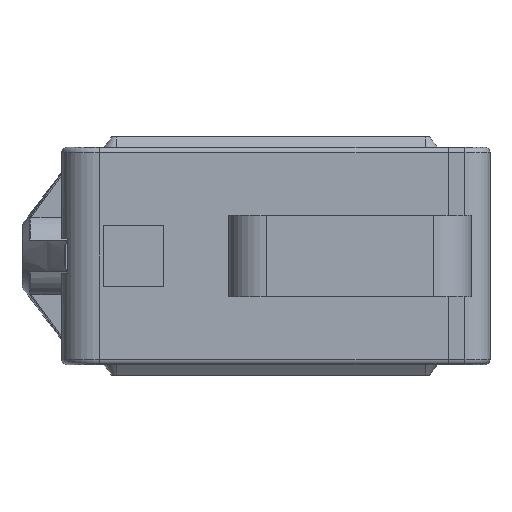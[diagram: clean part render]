
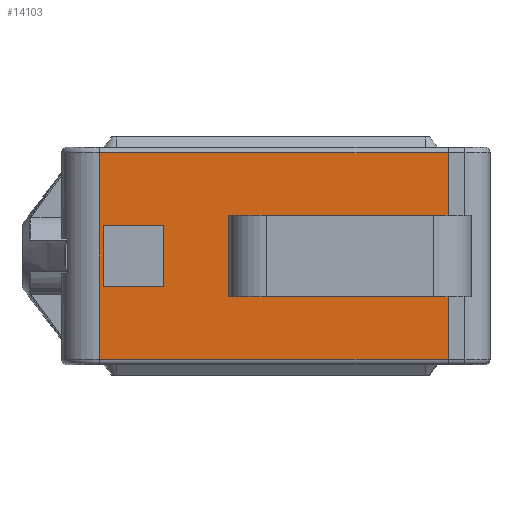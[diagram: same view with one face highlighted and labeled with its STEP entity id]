
A CAD part, front view. The second image highlights one B-rep face of the part: STEP entity #14103.
In plain terms, the highlighted planar face has unit normal (0, -1, 0).
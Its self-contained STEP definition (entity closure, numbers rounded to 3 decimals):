
#531 = LINE ( 'NONE', #532, #1330 ) ;
#532 = CARTESIAN_POINT ( 'NONE',  ( -16.7, 0., -10.4 ) ) ;
#533 = DIRECTION ( 'NONE',  ( 0., 0., 1. ) ) ;
#1330 = VECTOR ( 'NONE', #533, 1000. ) ;
#2919 = PLANE ( 'NONE',  #3312 ) ;
#2920 = CARTESIAN_POINT ( 'NONE',  ( -16.7, 0., -10.4 ) ) ;
#2921 = DIRECTION ( 'NONE',  ( 0., -1., 0. ) ) ;
#2922 = DIRECTION ( 'NONE',  ( 1., 0., 0. ) ) ;
#3312 = AXIS2_PLACEMENT_3D ( 'NONE', #2920, #2921, #2922 ) ;
#3317 = FACE_BOUND ( 'NONE', #11530, .T. ) ;
#3323 = FACE_OUTER_BOUND ( 'NONE', #11529, .T. ) ;
#3327 = FACE_BOUND ( 'NONE', #11531, .T. ) ;
#7552 = EDGE_CURVE ( 'NONE', #11552, #11553, #10935, .T. ) ;
#10879 = ORIENTED_EDGE ( 'NONE', *, *, #12297, .T. ) ;
#10935 = LINE ( 'NONE', #10936, #18417 ) ;
#10936 = CARTESIAN_POINT ( 'NONE',  ( -16.7, 0., 9.9 ) ) ;
#10937 = DIRECTION ( 'NONE',  ( -1., 0., 0. ) ) ;
#11340 = CARTESIAN_POINT ( 'NONE',  ( -10.6, 0., 2. ) ) ;
#11341 = CARTESIAN_POINT ( 'NONE',  ( -10.6, 0., -2. ) ) ;
#11350 = CARTESIAN_POINT ( 'NONE',  ( -16., 0., -2. ) ) ;
#11351 = CARTESIAN_POINT ( 'NONE',  ( -16., 0., 2. ) ) ;
#11372 = CARTESIAN_POINT ( 'NONE',  ( 16.7, 0., 9.9 ) ) ;
#11373 = CARTESIAN_POINT ( 'NONE',  ( -16.7, 0., 9.9 ) ) ;
#11374 = CARTESIAN_POINT ( 'NONE',  ( -16.7, 0., -9.9 ) ) ;
#11375 = CARTESIAN_POINT ( 'NONE',  ( 16.7, 0., -9.9 ) ) ;
#11376 = CARTESIAN_POINT ( 'NONE',  ( 15.3, 0., -3.9 ) ) ;
#11377 = CARTESIAN_POINT ( 'NONE',  ( -4.3, 0., -3.9 ) ) ;
#11378 = CARTESIAN_POINT ( 'NONE',  ( -4.3, 0., 3.9 ) ) ;
#11379 = CARTESIAN_POINT ( 'NONE',  ( 15.3, 0., 3.9 ) ) ;
#11479 = VERTEX_POINT ( 'NONE', #11340 ) ;
#11480 = VERTEX_POINT ( 'NONE', #11341 ) ;
#11522 = VERTEX_POINT ( 'NONE', #11350 ) ;
#11523 = VERTEX_POINT ( 'NONE', #11351 ) ;
#11529 = EDGE_LOOP ( 'NONE', ( #15057, #15445, #10879, #12731 ) ) ;
#11530 = EDGE_LOOP ( 'NONE', ( #12734, #12733, #12735, #12732 ) ) ;
#11531 = EDGE_LOOP ( 'NONE', ( #12736, #12738, #12737, #12739 ) ) ;
#11552 = VERTEX_POINT ( 'NONE', #11372 ) ;
#11553 = VERTEX_POINT ( 'NONE', #11373 ) ;
#11554 = VERTEX_POINT ( 'NONE', #11374 ) ;
#11555 = VERTEX_POINT ( 'NONE', #11375 ) ;
#11556 = VERTEX_POINT ( 'NONE', #11376 ) ;
#11557 = VERTEX_POINT ( 'NONE', #11377 ) ;
#11558 = VERTEX_POINT ( 'NONE', #11378 ) ;
#11559 = VERTEX_POINT ( 'NONE', #11379 ) ;
#12270 = EDGE_CURVE ( 'NONE', #11479, #11480, #19413, .T. ) ;
#12281 = EDGE_CURVE ( 'NONE', #11522, #11480, #19446, .T. ) ;
#12282 = EDGE_CURVE ( 'NONE', #11479, #11523, #19449, .T. ) ;
#12297 = EDGE_CURVE ( 'NONE', #11554, #11555, #19494, .T. ) ;
#12298 = EDGE_CURVE ( 'NONE', #11555, #11552, #19497, .T. ) ;
#12299 = EDGE_CURVE ( 'NONE', #11522, #11523, #19500, .T. ) ;
#12300 = EDGE_CURVE ( 'NONE', #11556, #11557, #19503, .T. ) ;
#12301 = EDGE_CURVE ( 'NONE', #11557, #11558, #19506, .T. ) ;
#12302 = EDGE_CURVE ( 'NONE', #11559, #11558, #19509, .T. ) ;
#12303 = EDGE_CURVE ( 'NONE', #11556, #11559, #19512, .T. ) ;
#12731 = ORIENTED_EDGE ( 'NONE', *, *, #12298, .T. ) ;
#12732 = ORIENTED_EDGE ( 'NONE', *, *, #12299, .T. ) ;
#12733 = ORIENTED_EDGE ( 'NONE', *, *, #12270, .T. ) ;
#12734 = ORIENTED_EDGE ( 'NONE', *, *, #12282, .F. ) ;
#12735 = ORIENTED_EDGE ( 'NONE', *, *, #12281, .F. ) ;
#12736 = ORIENTED_EDGE ( 'NONE', *, *, #12300, .T. ) ;
#12737 = ORIENTED_EDGE ( 'NONE', *, *, #12302, .F. ) ;
#12738 = ORIENTED_EDGE ( 'NONE', *, *, #12301, .T. ) ;
#12739 = ORIENTED_EDGE ( 'NONE', *, *, #12303, .F. ) ;
#13750 = EDGE_CURVE ( 'NONE', #11554, #11553, #531, .T. ) ;
#14103 = ADVANCED_FACE ( 'NONE', ( #3323, #3317, #3327 ), #2919, .T. ) ;
#15057 = ORIENTED_EDGE ( 'NONE', *, *, #7552, .T. ) ;
#15445 = ORIENTED_EDGE ( 'NONE', *, *, #13750, .F. ) ;
#18417 = VECTOR ( 'NONE', #10937, 1000. ) ;
#19413 = LINE ( 'NONE', #19414, #19957 ) ;
#19414 = CARTESIAN_POINT ( 'NONE',  ( -10.6, 0., 0. ) ) ;
#19415 = DIRECTION ( 'NONE',  ( 0., 0., -1. ) ) ;
#19446 = LINE ( 'NONE', #19447, #19967 ) ;
#19447 = CARTESIAN_POINT ( 'NONE',  ( -16.7, 0., -2. ) ) ;
#19448 = DIRECTION ( 'NONE',  ( 1., 0., 0. ) ) ;
#19449 = LINE ( 'NONE', #19450, #19968 ) ;
#19450 = CARTESIAN_POINT ( 'NONE',  ( -16.7, 0., 2. ) ) ;
#19451 = DIRECTION ( 'NONE',  ( -1., 0., 0. ) ) ;
#19494 = LINE ( 'NONE', #19495, #19983 ) ;
#19495 = CARTESIAN_POINT ( 'NONE',  ( -16.7, 0., -9.9 ) ) ;
#19496 = DIRECTION ( 'NONE',  ( 1., 0., 0. ) ) ;
#19497 = LINE ( 'NONE', #19498, #19941 ) ;
#19498 = CARTESIAN_POINT ( 'NONE',  ( 16.7, 0., -10.4 ) ) ;
#19499 = DIRECTION ( 'NONE',  ( 0., 0., 1. ) ) ;
#19500 = LINE ( 'NONE', #19501, #19984 ) ;
#19501 = CARTESIAN_POINT ( 'NONE',  ( -16., 0., -10.4 ) ) ;
#19502 = DIRECTION ( 'NONE',  ( 0., 0., 1. ) ) ;
#19503 = LINE ( 'NONE', #19504, #19985 ) ;
#19504 = CARTESIAN_POINT ( 'NONE',  ( -4.3, 0., -3.9 ) ) ;
#19505 = DIRECTION ( 'NONE',  ( -1., 0., 0. ) ) ;
#19506 = LINE ( 'NONE', #19507, #19986 ) ;
#19507 = CARTESIAN_POINT ( 'NONE',  ( -4.3, 0., -3.9 ) ) ;
#19508 = DIRECTION ( 'NONE',  ( 0., 0., 1. ) ) ;
#19509 = LINE ( 'NONE', #19510, #19987 ) ;
#19510 = CARTESIAN_POINT ( 'NONE',  ( -4.3, 0., 3.9 ) ) ;
#19511 = DIRECTION ( 'NONE',  ( -1., 0., 0. ) ) ;
#19512 = LINE ( 'NONE', #19513, #19988 ) ;
#19513 = CARTESIAN_POINT ( 'NONE',  ( 15.3, 0., -3.9 ) ) ;
#19514 = DIRECTION ( 'NONE',  ( 0., 0., 1. ) ) ;
#19941 = VECTOR ( 'NONE', #19499, 1000. ) ;
#19957 = VECTOR ( 'NONE', #19415, 1000. ) ;
#19967 = VECTOR ( 'NONE', #19448, 1000. ) ;
#19968 = VECTOR ( 'NONE', #19451, 1000. ) ;
#19983 = VECTOR ( 'NONE', #19496, 1000. ) ;
#19984 = VECTOR ( 'NONE', #19502, 1000. ) ;
#19985 = VECTOR ( 'NONE', #19505, 1000. ) ;
#19986 = VECTOR ( 'NONE', #19508, 1000. ) ;
#19987 = VECTOR ( 'NONE', #19511, 1000. ) ;
#19988 = VECTOR ( 'NONE', #19514, 1000. ) ;
